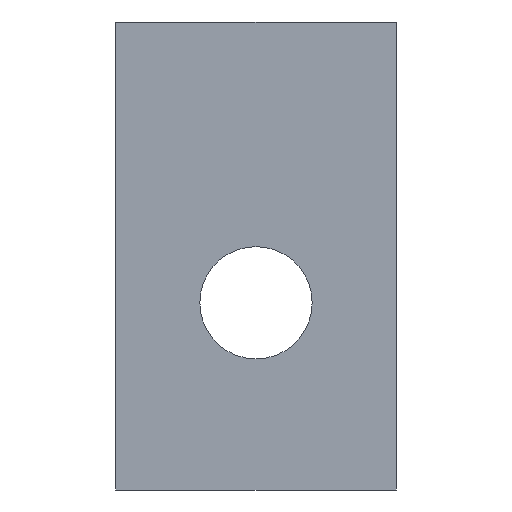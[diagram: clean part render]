
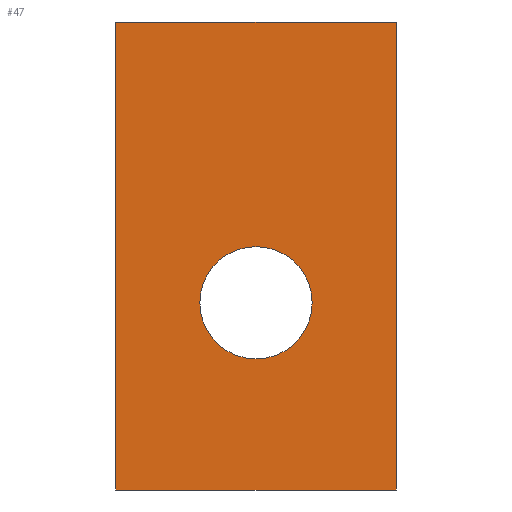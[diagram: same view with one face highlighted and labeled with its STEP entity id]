
A CAD part, front view. The second image highlights one B-rep face of the part: STEP entity #47.
In plain terms, the highlighted planar face has unit normal (0, -1, 0).
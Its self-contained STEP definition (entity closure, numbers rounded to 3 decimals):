
#47 = ADVANCED_FACE ( 'NONE', ( #183, #182 ), #431, .F. ) ;
#67 = EDGE_CURVE ( 'NONE', #68, #69, #338, .T. ) ;
#68 = VERTEX_POINT ( 'NONE', #385 ) ;
#69 = VERTEX_POINT ( 'NONE', #384 ) ;
#88 = EDGE_CURVE ( 'NONE', #89, #160, #330, .T. ) ;
#89 = VERTEX_POINT ( 'NONE', #433 ) ;
#98 = EDGE_LOOP ( 'NONE', ( #150, #251 ) ) ;
#109 = ORIENTED_EDGE ( 'NONE', *, *, #110, .F. ) ;
#110 = EDGE_CURVE ( 'NONE', #89, #282, #388, .T. ) ;
#111 = ORIENTED_EDGE ( 'NONE', *, *, #88, .T. ) ;
#150 = ORIENTED_EDGE ( 'NONE', *, *, #151, .T. ) ;
#151 = EDGE_CURVE ( 'NONE', #69, #68, #629, .T. ) ;
#158 = VERTEX_POINT ( 'NONE', #471 ) ;
#160 = VERTEX_POINT ( 'NONE', #522 ) ;
#182 = FACE_OUTER_BOUND ( 'NONE', #286, .T. ) ;
#183 = FACE_BOUND ( 'NONE', #98, .T. ) ;
#249 = EDGE_CURVE ( 'NONE', #160, #158, #561, .T. ) ;
#251 = ORIENTED_EDGE ( 'NONE', *, *, #67, .T. ) ;
#282 = VERTEX_POINT ( 'NONE', #633 ) ;
#286 = EDGE_LOOP ( 'NONE', ( #287, #301, #109, #111 ) ) ;
#287 = ORIENTED_EDGE ( 'NONE', *, *, #249, .T. ) ;
#301 = ORIENTED_EDGE ( 'NONE', *, *, #302, .F. ) ;
#302 = EDGE_CURVE ( 'NONE', #282, #158, #615, .T. ) ;
#328 = VECTOR ( 'NONE', #434, 1000. ) ;
#329 = CARTESIAN_POINT ( 'NONE',  ( 15., 0., 0. ) ) ;
#330 = LINE ( 'NONE', #329, #328 ) ;
#336 = CARTESIAN_POINT ( 'NONE',  ( 7.5, 0., -15. ) ) ;
#337 = AXIS2_PLACEMENT_3D ( 'NONE', #336, #387, #386 ) ;
#338 = CIRCLE ( 'NONE', #337, 3. ) ;
#384 = CARTESIAN_POINT ( 'NONE',  ( 7.5, 0., -12. ) ) ;
#385 = CARTESIAN_POINT ( 'NONE',  ( 7.5, 0., -18. ) ) ;
#386 = DIRECTION ( 'NONE',  ( 0., 0., 1. ) ) ;
#387 = DIRECTION ( 'NONE',  ( 0., 1., 0. ) ) ;
#388 = LINE ( 'NONE', #463, #462 ) ;
#399 = AXIS2_PLACEMENT_3D ( 'NONE', #464, #465, #407 ) ;
#407 = DIRECTION ( 'NONE',  ( 0., 0., 1. ) ) ;
#431 = PLANE ( 'NONE',  #399 ) ;
#433 = CARTESIAN_POINT ( 'NONE',  ( 15., 0., 0. ) ) ;
#434 = DIRECTION ( 'NONE',  ( -1., 0., 0. ) ) ;
#461 = DIRECTION ( 'NONE',  ( 0., 0., -1. ) ) ;
#462 = VECTOR ( 'NONE', #461, 1000. ) ;
#463 = CARTESIAN_POINT ( 'NONE',  ( 15., 0., 0. ) ) ;
#464 = CARTESIAN_POINT ( 'NONE',  ( 15., 0., 0. ) ) ;
#465 = DIRECTION ( 'NONE',  ( 0., 1., 0. ) ) ;
#471 = CARTESIAN_POINT ( 'NONE',  ( 0., 0., -25. ) ) ;
#517 = CARTESIAN_POINT ( 'NONE',  ( 7.5, 0., -15. ) ) ;
#522 = CARTESIAN_POINT ( 'NONE',  ( 0., 0., 0. ) ) ;
#558 = DIRECTION ( 'NONE',  ( 0., 0., -1. ) ) ;
#559 = VECTOR ( 'NONE', #558, 1000. ) ;
#560 = CARTESIAN_POINT ( 'NONE',  ( 0., 0., 0. ) ) ;
#561 = LINE ( 'NONE', #560, #559 ) ;
#562 = AXIS2_PLACEMENT_3D ( 'NONE', #517, #609, #648 ) ;
#609 = DIRECTION ( 'NONE',  ( 0., 1., 0. ) ) ;
#612 = DIRECTION ( 'NONE',  ( -1., 0., 0. ) ) ;
#613 = VECTOR ( 'NONE', #612, 1000. ) ;
#614 = CARTESIAN_POINT ( 'NONE',  ( 15., 0., -25. ) ) ;
#615 = LINE ( 'NONE', #614, #613 ) ;
#629 = CIRCLE ( 'NONE', #562, 3. ) ;
#633 = CARTESIAN_POINT ( 'NONE',  ( 15., 0., -25. ) ) ;
#648 = DIRECTION ( 'NONE',  ( 0., 0., 1. ) ) ;
